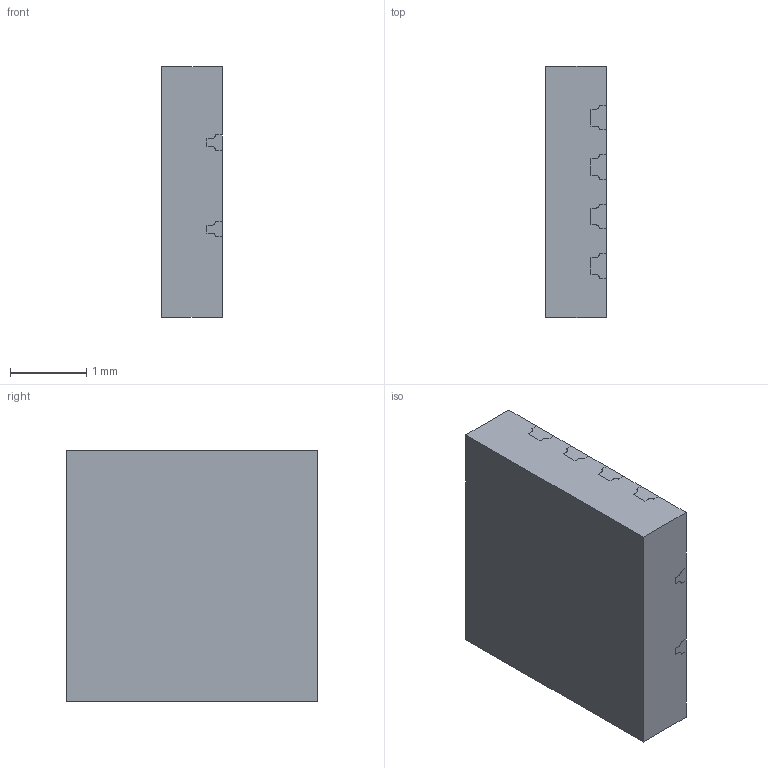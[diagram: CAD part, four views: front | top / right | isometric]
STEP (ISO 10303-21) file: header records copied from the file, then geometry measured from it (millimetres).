
FILE_DESCRIPTION(/* description */ ('Unknown'),/* implementation_level */ '2;1');
FILE_NAME(/* name */ 'FC-PowerDI3333F-8 New Device',/* time_stamp */ '2021-12-09T09:41:26+08:00',/* author */ ('Unknown'),/* organization */ ('Unknown'),/* preprocessor_version */ 'ST-DEVELOPER v16.7',/* originating_system */ 'DEX',/* authorisation */ $);
FILE_SCHEMA (('AUTOMOTIVE_DESIGN {1 0 10303 214 3 1 1}'));
Length unit declared in the file: millimetre
Products named in the file (3): FC-PowerDI3333F-8 New Device; LDF; CPD
Assembly tree (2 placements, depth 2):
  FC-PowerDI3333F-8 New Device
    LDF
    CPD
Bounding box: 0.8 x 3.3 x 3.3 mm (x, y, z)
Volume: 8.7 mm3; surface area: 62.8 mm2
Topology: 6 solids, 6 shells, 432 faces, 1234 edges, 822 vertices
Faces by surface type: plane 314, cylinder 118
Full cylindrical faces by diameter (mm): 0.1 x18, 0.18 x2
Entity records: 15552 total; most frequent: CARTESIAN_POINT 2467, ORIENTED_EDGE 2424, DIRECTION 2318, EDGE_CURVE 1212, LINE 976, VECTOR 976, VERTEX_POINT 820, AXIS2_PLACEMENT_3D 671
